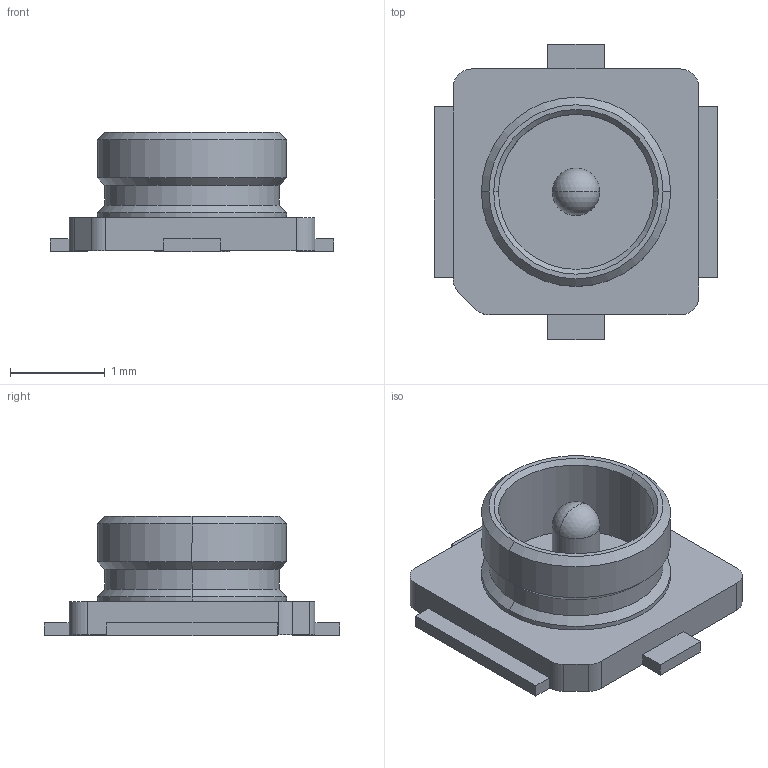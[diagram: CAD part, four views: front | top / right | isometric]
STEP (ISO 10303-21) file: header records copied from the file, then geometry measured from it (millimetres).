
FILE_DESCRIPTION (( 'STEP AP214' ), '1' );
FILE_NAME ('SMD_L2.6-W2.6-H1.3-LS3.1.step', '2023-11-08T09:33:55', ( '' ), ( '' ), 'SwSTEP 2.0', 'SolidWorks 2020', '' );
FILE_SCHEMA (( 'AUTOMOTIVE_DESIGN' ));
Length unit declared in the file: millimetre
Products named in the file (1): SMD_L2.6-W2.6-H1.3-LS3.1
Bounding box: 3 x 3.12 x 1.26 mm (x, y, z)
Volume: 3.3 mm3; surface area: 31.6 mm2
Topology: 1 solids, 1 shells, 290 faces, 787 edges, 518 vertices
Faces by surface type: plane 158, bspline 98, cylinder 20, cone 8, sphere 4, torus 2
Entity records: 12743 total; most frequent: CARTESIAN_POINT 2890, ORIENTED_EDGE 1558, DIRECTION 1017, EDGE_CURVE 779, VECTOR 527, LINE 527, VERTEX_POINT 514, EDGE_LOOP 313
